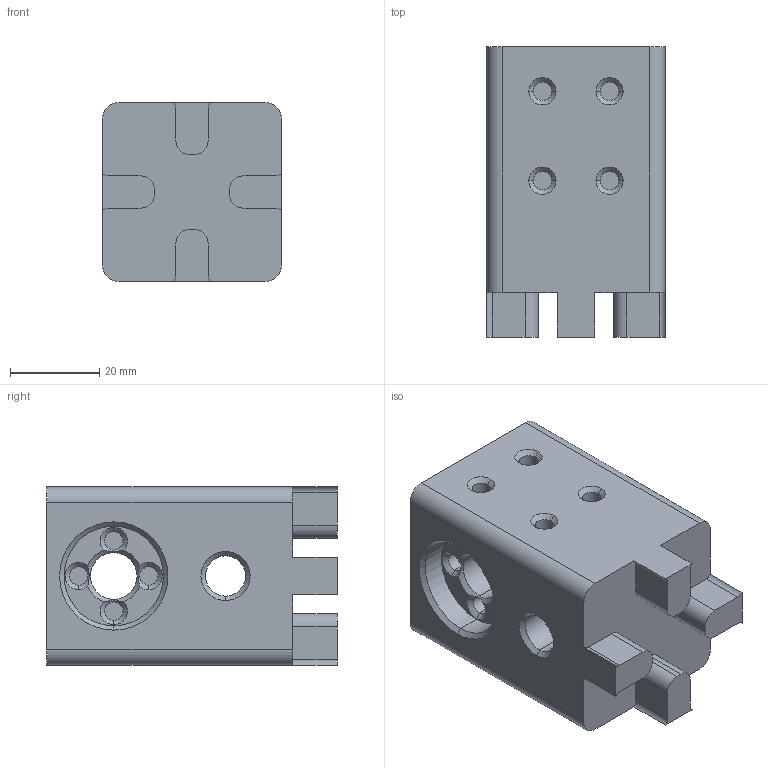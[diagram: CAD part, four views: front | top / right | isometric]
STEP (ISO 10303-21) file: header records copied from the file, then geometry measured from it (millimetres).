
FILE_DESCRIPTION (( 'STEP AP203' ), '1' );
FILE_NAME ('CB-002-002- Lead Screw Nut Block.STEP', '2023-07-10T21:27:47', ( '' ), ( '' ), 'SwSTEP 2.0', 'SolidWorks 2023', '' );
FILE_SCHEMA (( 'CONFIG_CONTROL_DESIGN' ));
Length unit declared in the file: millimetre
Products named in the file (1): CB-002-002- Lead Screw Nut Block
Bounding box: 40 x 65 x 40 mm (x, y, z)
Volume: 78417.1 mm3; surface area: 17045.7 mm2
Topology: 1 solids, 1 shells, 144 faces, 338 edges, 210 vertices
Faces by surface type: cylinder 60, cone 44, plane 40
Entity records: 4269 total; most frequent: DIRECTION 790, CARTESIAN_POINT 747, ORIENTED_EDGE 676, EDGE_CURVE 338, AXIS2_PLACEMENT_3D 313, VERTEX_POINT 210, CIRCLE 168, VECTOR 164
